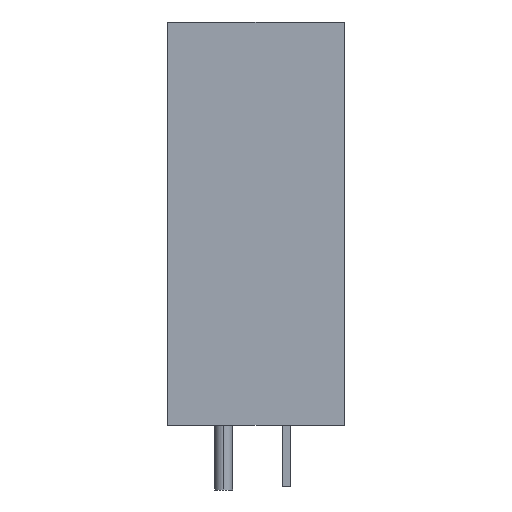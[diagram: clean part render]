
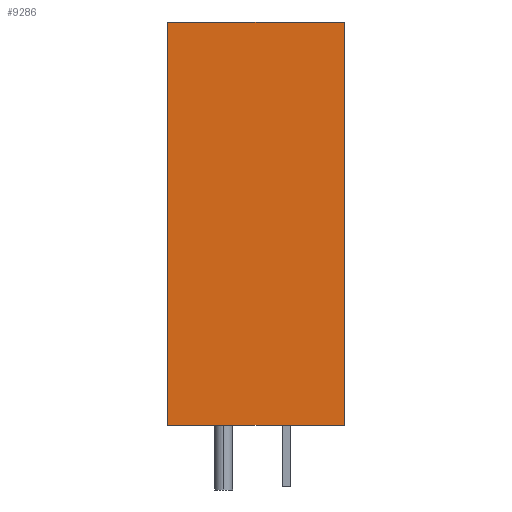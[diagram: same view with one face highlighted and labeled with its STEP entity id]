
A CAD part, left-side view. The second image highlights one B-rep face of the part: STEP entity #9286.
In plain terms, the highlighted planar face has unit normal (-1, 0, 0).
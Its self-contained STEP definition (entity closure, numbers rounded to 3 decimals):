
#325 = DIRECTION ( 'NONE',  ( 0., 0., -1. ) ) ;
#442 = VECTOR ( 'NONE', #6308, 1000. ) ;
#721 = LINE ( 'NONE', #1953, #8416 ) ;
#798 = ORIENTED_EDGE ( 'NONE', *, *, #3102, .T. ) ;
#935 = FACE_OUTER_BOUND ( 'NONE', #6895, .T. ) ;
#1165 = CARTESIAN_POINT ( 'NONE',  ( -7.5, 5.455, -12.5 ) ) ;
#1365 = DIRECTION ( 'NONE',  ( 0., 0., -1. ) ) ;
#1723 = AXIS2_PLACEMENT_3D ( 'NONE', #2541, #8966, #325 ) ;
#1953 = CARTESIAN_POINT ( 'NONE',  ( -7.5, -5.455, 12.5 ) ) ;
#2418 = DIRECTION ( 'NONE',  ( 0., 0., -1. ) ) ;
#2493 = ORIENTED_EDGE ( 'NONE', *, *, #3059, .F. ) ;
#2541 = CARTESIAN_POINT ( 'NONE',  ( -7.5, -5.455, 12.5 ) ) ;
#2692 = LINE ( 'NONE', #5618, #442 ) ;
#3059 = EDGE_CURVE ( 'NONE', #5520, #4183, #721, .T. ) ;
#3102 = EDGE_CURVE ( 'NONE', #3263, #4183, #4956, .T. ) ;
#3263 = VERTEX_POINT ( 'NONE', #1165 ) ;
#3356 = LINE ( 'NONE', #8878, #4402 ) ;
#3368 = ORIENTED_EDGE ( 'NONE', *, *, #5123, .F. ) ;
#3545 = CARTESIAN_POINT ( 'NONE',  ( -7.5, -5.455, -12.5 ) ) ;
#3877 = ORIENTED_EDGE ( 'NONE', *, *, #9216, .T. ) ;
#4183 = VERTEX_POINT ( 'NONE', #4659 ) ;
#4402 = VECTOR ( 'NONE', #2418, 1000. ) ;
#4659 = CARTESIAN_POINT ( 'NONE',  ( -7.5, -5.455, -12.5 ) ) ;
#4956 = LINE ( 'NONE', #3545, #9163 ) ;
#5123 = EDGE_CURVE ( 'NONE', #6125, #5520, #2692, .T. ) ;
#5260 = CARTESIAN_POINT ( 'NONE',  ( -7.5, 5.455, 12.5 ) ) ;
#5520 = VERTEX_POINT ( 'NONE', #8302 ) ;
#5618 = CARTESIAN_POINT ( 'NONE',  ( -7.5, -5.455, 12.5 ) ) ;
#6125 = VERTEX_POINT ( 'NONE', #5260 ) ;
#6308 = DIRECTION ( 'NONE',  ( 0., -1., 0. ) ) ;
#6895 = EDGE_LOOP ( 'NONE', ( #798, #2493, #3368, #3877 ) ) ;
#8044 = PLANE ( 'NONE',  #1723 ) ;
#8302 = CARTESIAN_POINT ( 'NONE',  ( -7.5, -5.455, 12.5 ) ) ;
#8416 = VECTOR ( 'NONE', #1365, 1000. ) ;
#8601 = DIRECTION ( 'NONE',  ( 0., -1., 0. ) ) ;
#8878 = CARTESIAN_POINT ( 'NONE',  ( -7.5, 5.455, 12.5 ) ) ;
#8966 = DIRECTION ( 'NONE',  ( 1., 0., 0. ) ) ;
#9163 = VECTOR ( 'NONE', #8601, 1000. ) ;
#9216 = EDGE_CURVE ( 'NONE', #6125, #3263, #3356, .T. ) ;
#9286 = ADVANCED_FACE ( 'NONE', ( #935 ), #8044, .F. ) ;
